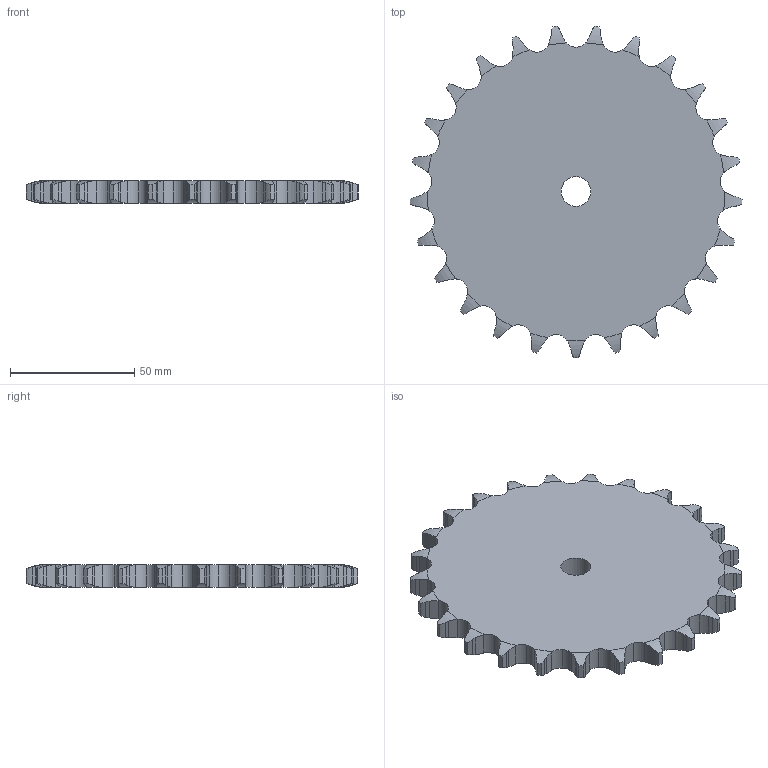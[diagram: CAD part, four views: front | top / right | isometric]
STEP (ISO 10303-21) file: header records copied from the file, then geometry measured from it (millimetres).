
FILE_DESCRIPTION(('FreeCAD Model'),'2;1');
FILE_NAME('Open CASCADE Shape Model','2022-03-13T09:05:16',('FreeCAD'),( 'FreeCAD'),'Open CASCADE STEP processor 7.5','FreeCAD','Unknown');
FILE_SCHEMA(('AUTOMOTIVE_DESIGN { 1 0 10303 214 1 1 1 1 }'));
Length unit declared in the file: millimetre
Products named in the file (1): Open CASCADE STEP translator 7.5 18
Bounding box: 133.84 x 133.58 x 9.1 mm (x, y, z)
Volume: 106291.3 mm3; surface area: 29194.5 mm2
Topology: 1 solids, 1 shells, 278 faces, 828 edges, 552 vertices
Faces by surface type: cylinder 176, plane 52, torus 50
Full cylindrical faces by diameter (mm): 12 x1
Entity records: 24924 total; most frequent: CARTESIAN_POINT 10983, DIRECTION 1892, ORIENTED_EDGE 1656, PCURVE 1656, DEFINITIONAL_REPRESENTATION 1656, B_SPLINE_CURVE_WITH_KNOTS 1200, LINE 930, VECTOR 930
